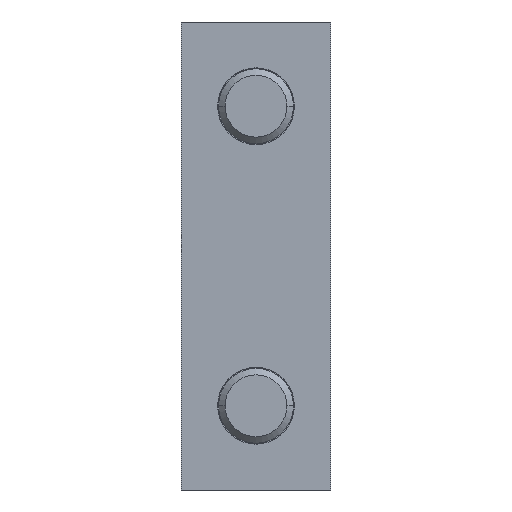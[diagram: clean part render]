
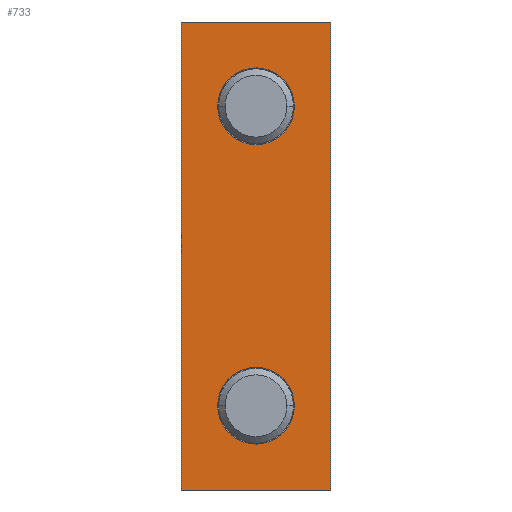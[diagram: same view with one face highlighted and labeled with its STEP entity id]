
A CAD part, front view. The second image highlights one B-rep face of the part: STEP entity #733.
In plain terms, the highlighted planar face has unit normal (0, -1, 0).
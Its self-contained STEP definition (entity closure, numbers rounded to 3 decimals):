
#36=CARTESIAN_POINT('',(0.,0.,0.));
#37=DIRECTION('',(0.,-1.,0.));
#38=DIRECTION('',(1.,0.,0.));
#39=AXIS2_PLACEMENT_3D('',#36,#37,#38);
#41=CARTESIAN_POINT('',(0.,0.,0.));
#42=DIRECTION('',(0.,-1.,0.));
#43=DIRECTION('',(-1.,0.,0.));
#44=AXIS2_PLACEMENT_3D('',#41,#42,#43);
#46=CARTESIAN_POINT('',(0.,0.,-16.));
#47=DIRECTION('',(0.,-1.,0.));
#48=DIRECTION('',(1.,0.,0.));
#49=AXIS2_PLACEMENT_3D('',#46,#47,#48);
#51=CARTESIAN_POINT('',(0.,0.,-16.));
#52=DIRECTION('',(0.,-1.,0.));
#53=DIRECTION('',(-1.,0.,0.));
#54=AXIS2_PLACEMENT_3D('',#51,#52,#53);
#56=DIRECTION('',(1.,0.,0.));
#57=VECTOR('',#56,8.);
#58=CARTESIAN_POINT('',(-4.,0.,-20.5));
#59=LINE('',#58,#57);
#60=DIRECTION('',(1.,0.,0.));
#61=VECTOR('',#60,8.);
#62=CARTESIAN_POINT('',(-4.,0.,4.5));
#63=LINE('',#62,#61);
#568=DIRECTION('',(0.,0.,-1.));
#569=VECTOR('',#568,25.);
#570=CARTESIAN_POINT('',(-4.,0.,4.5));
#571=LINE('',#570,#569);
#576=DIRECTION('',(0.,0.,1.));
#577=VECTOR('',#576,25.);
#578=CARTESIAN_POINT('',(4.,0.,-20.5));
#579=LINE('',#578,#577);
#588=CARTESIAN_POINT('',(-4.,0.,-20.5));
#589=CARTESIAN_POINT('',(4.,0.,-20.5));
#590=VERTEX_POINT('',#588);
#591=VERTEX_POINT('',#589);
#596=CARTESIAN_POINT('',(2.05,0.,0.));
#597=CARTESIAN_POINT('',(-2.05,0.,0.));
#598=VERTEX_POINT('',#596);
#599=VERTEX_POINT('',#597);
#604=CARTESIAN_POINT('',(2.05,0.,-16.));
#605=CARTESIAN_POINT('',(-2.05,0.,-16.));
#606=VERTEX_POINT('',#604);
#607=VERTEX_POINT('',#605);
#692=CARTESIAN_POINT('',(-4.,0.,4.5));
#693=CARTESIAN_POINT('',(4.,0.,4.5));
#694=VERTEX_POINT('',#692);
#695=VERTEX_POINT('',#693);
#706=CARTESIAN_POINT('',(0.,0.,0.));
#707=DIRECTION('',(0.,1.,0.));
#708=DIRECTION('',(1.,0.,0.));
#709=AXIS2_PLACEMENT_3D('',#706,#707,#708);
#710=PLANE('',#709);
#712=ORIENTED_EDGE('',*,*,#711,.F.);
#714=ORIENTED_EDGE('',*,*,#713,.F.);
#716=ORIENTED_EDGE('',*,*,#715,.T.);
#718=ORIENTED_EDGE('',*,*,#717,.F.);
#719=EDGE_LOOP('',(#712,#714,#716,#718));
#720=FACE_OUTER_BOUND('',#719,.F.);
#722=ORIENTED_EDGE('',*,*,#721,.T.);
#724=ORIENTED_EDGE('',*,*,#723,.T.);
#725=EDGE_LOOP('',(#722,#724));
#726=FACE_BOUND('',#725,.F.);
#728=ORIENTED_EDGE('',*,*,#727,.T.);
#730=ORIENTED_EDGE('',*,*,#729,.T.);
#731=EDGE_LOOP('',(#728,#730));
#732=FACE_BOUND('',#731,.F.);
#40=CIRCLE('',#39,2.05);
#45=CIRCLE('',#44,2.05);
#50=CIRCLE('',#49,2.05);
#55=CIRCLE('',#54,2.05);
#711=EDGE_CURVE('',#590,#591,#59,.T.);
#713=EDGE_CURVE('',#694,#590,#571,.T.);
#715=EDGE_CURVE('',#694,#695,#63,.T.);
#717=EDGE_CURVE('',#591,#695,#579,.T.);
#721=EDGE_CURVE('',#606,#607,#50,.T.);
#723=EDGE_CURVE('',#607,#606,#55,.T.);
#727=EDGE_CURVE('',#598,#599,#40,.T.);
#729=EDGE_CURVE('',#599,#598,#45,.T.);
#733=ADVANCED_FACE('',(#720,#726,#732),#710,.F.);
